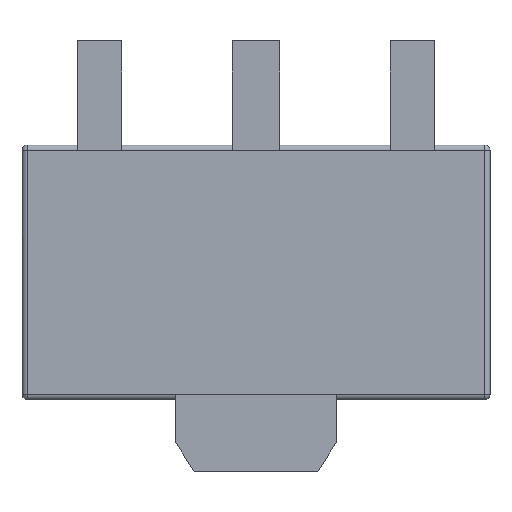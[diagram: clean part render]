
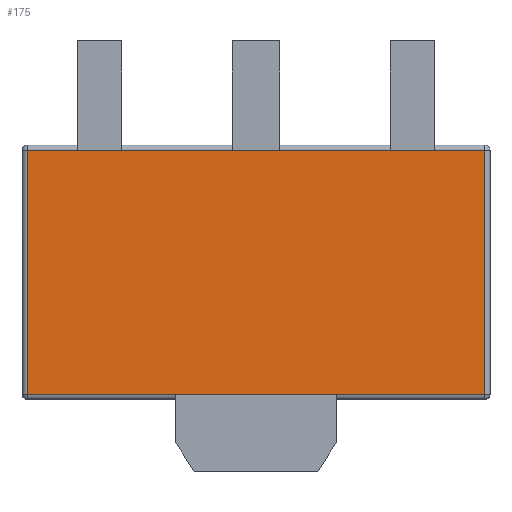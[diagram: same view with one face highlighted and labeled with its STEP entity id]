
A CAD part, front view. The second image highlights one B-rep face of the part: STEP entity #175.
In plain terms, the highlighted planar face has unit normal (0, -1, 0).
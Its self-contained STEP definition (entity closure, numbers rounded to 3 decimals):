
#175=ADVANCED_FACE('',(#233),#841,.T.);
#233=FACE_OUTER_BOUND('',#291,.T.);
#291=EDGE_LOOP('',(#462,#463,#464,#465));
#462=ORIENTED_EDGE('',*,*,#601,.F.);
#463=ORIENTED_EDGE('',*,*,#610,.F.);
#464=ORIENTED_EDGE('',*,*,#627,.F.);
#465=ORIENTED_EDGE('',*,*,#606,.F.);
#601=EDGE_CURVE('',#781,#778,#715,.T.);
#606=EDGE_CURVE('',#778,#783,#717,.T.);
#610=EDGE_CURVE('',#787,#781,#719,.T.);
#627=EDGE_CURVE('',#783,#787,#733,.T.);
#715=B_SPLINE_CURVE_WITH_KNOTS('',1,(#1705,#1706),.UNSPECIFIED.,.F.,.F.,
(2,2),(0.,4.393),.UNSPECIFIED.);
#717=B_SPLINE_CURVE_WITH_KNOTS('',1,(#1718,#1719),.UNSPECIFIED.,.F.,.F.,
(2,2),(0.,2.343),.UNSPECIFIED.);
#719=B_SPLINE_CURVE_WITH_KNOTS('',1,(#1728,#1729),.UNSPECIFIED.,.F.,.F.,
(2,2),(0.,2.343),.UNSPECIFIED.);
#733=B_SPLINE_CURVE_WITH_KNOTS('',1,(#1765,#1766),.UNSPECIFIED.,.F.,.F.,
(2,2),(-4.393,0.),.UNSPECIFIED.);
#778=VERTEX_POINT('',#1665);
#781=VERTEX_POINT('',#1668);
#783=VERTEX_POINT('',#1670);
#787=VERTEX_POINT('',#1674);
#841=PLANE('',#941);
#941=AXIS2_PLACEMENT_3D('',#1292,#1001,$);
#1001=DIRECTION('',(0.,-1.,0.));
#1292=CARTESIAN_POINT('',(-2.636,0.,-1.406));
#1665=CARTESIAN_POINT('',(2.196,0.,1.171));
#1668=CARTESIAN_POINT('',(-2.196,0.,1.171));
#1670=CARTESIAN_POINT('',(2.196,0.,-1.171));
#1674=CARTESIAN_POINT('',(-2.196,0.,-1.171));
#1705=CARTESIAN_POINT('',(-2.196,0.,1.171));
#1706=CARTESIAN_POINT('',(2.196,0.,1.171));
#1718=CARTESIAN_POINT('',(2.196,0.,1.171));
#1719=CARTESIAN_POINT('',(2.196,0.,-1.171));
#1728=CARTESIAN_POINT('',(-2.196,0.,-1.171));
#1729=CARTESIAN_POINT('',(-2.196,0.,1.171));
#1765=CARTESIAN_POINT('',(2.196,0.,-1.171));
#1766=CARTESIAN_POINT('',(-2.196,0.,-1.171));
